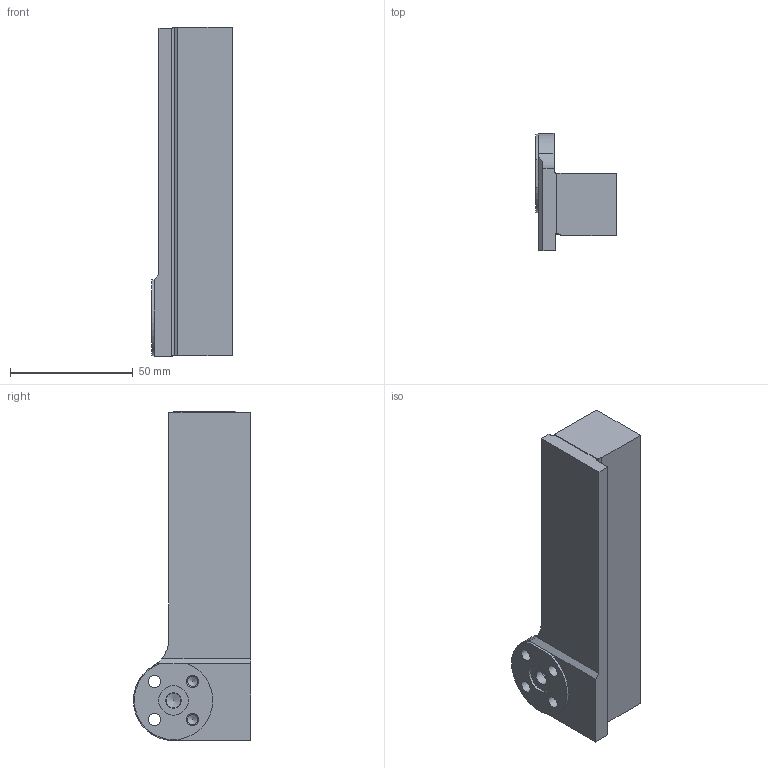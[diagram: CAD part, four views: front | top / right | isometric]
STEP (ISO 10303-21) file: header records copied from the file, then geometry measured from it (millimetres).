
FILE_DESCRIPTION(/* description */ (''),/* implementation_level */ '2;1');
FILE_NAME(/* name */ '1535447668514.stp',/* time_stamp */ '2018-08-28T14:44:40+05:00',/* author */ (''),/* organization */ ('SMS'),/* preprocessor_version */ 'ST-DEVELOPER v15',/* originating_system */ 'SIEMENS PLM Software NX 8.5',/* authorisation */ '');
FILE_SCHEMA (('AUTOMOTIVE_DESIGN { 1 0 10303 214 3 1 1 1 }'));
Length unit declared in the file: millimetre
Products named in the file (1): 201781056mod000_00
Bounding box: 32.9 x 47.72 x 134.06 mm (x, y, z)
Volume: 110402.8 mm3; surface area: 20365.9 mm2
Topology: 1 solids, 1 shells, 42 faces, 107 edges, 71 vertices
Faces by surface type: plane 21, cylinder 14, cone 7
Full cylindrical faces by diameter (mm): 4.2 x2, 5 x4, 6 x1, 6.009 x1, 12 x1
Entity records: 1218 total; most frequent: DIRECTION 209, CARTESIAN_POINT 206, ORIENTED_EDGE 168, EDGE_CURVE 84, AXIS2_PLACEMENT_3D 80, VERTEX_POINT 64, EDGE_LOOP 63, LINE 49
